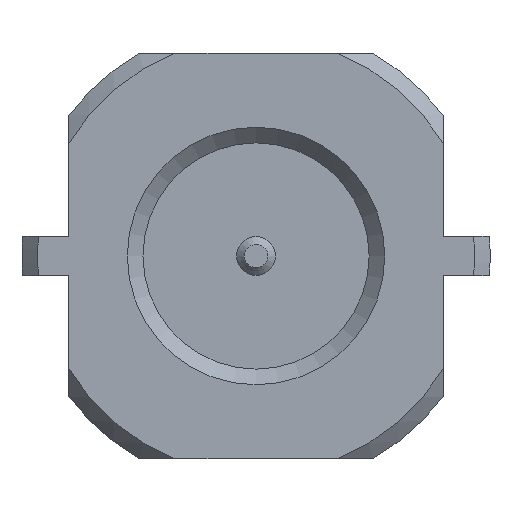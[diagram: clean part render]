
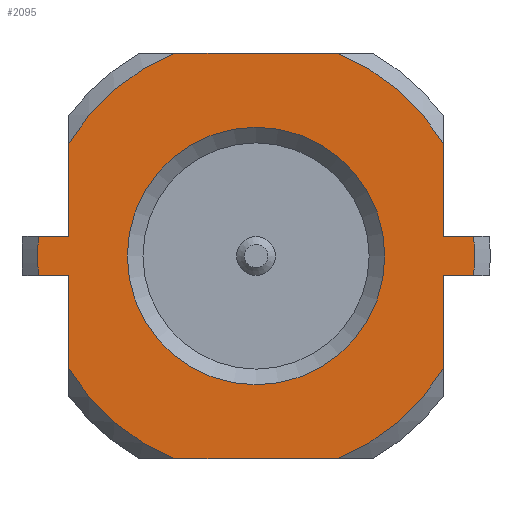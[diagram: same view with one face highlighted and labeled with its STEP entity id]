
A CAD part, left-side view. The second image highlights one B-rep face of the part: STEP entity #2095.
In plain terms, the highlighted planar face has unit normal (-1, 0, 0).
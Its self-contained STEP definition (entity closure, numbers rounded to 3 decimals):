
#35=LINE('',#2940,#87);
#36=LINE('',#2954,#88);
#37=LINE('',#2968,#89);
#39=LINE('',#2972,#91);
#40=LINE('',#2986,#92);
#42=LINE('',#2990,#94);
#43=LINE('',#3004,#95);
#44=LINE('',#3018,#96);
#46=LINE('',#3022,#98);
#47=LINE('',#3036,#99);
#87=VECTOR('',#2462,1000.);
#88=VECTOR('',#2469,1000.);
#89=VECTOR('',#2476,1000.);
#91=VECTOR('',#2480,1000.);
#92=VECTOR('',#2487,1000.);
#94=VECTOR('',#2491,1000.);
#95=VECTOR('',#2498,1000.);
#96=VECTOR('',#2505,1000.);
#98=VECTOR('',#2509,1000.);
#99=VECTOR('',#2516,1000.);
#229=PLANE('',#2235);
#403=ORIENTED_EDGE('',*,*,#704,.T.);
#404=ORIENTED_EDGE('',*,*,#703,.F.);
#405=ORIENTED_EDGE('',*,*,#701,.T.);
#406=ORIENTED_EDGE('',*,*,#699,.F.);
#407=ORIENTED_EDGE('',*,*,#697,.F.);
#408=ORIENTED_EDGE('',*,*,#695,.T.);
#409=ORIENTED_EDGE('',*,*,#693,.F.);
#410=ORIENTED_EDGE('',*,*,#691,.T.);
#411=ORIENTED_EDGE('',*,*,#689,.F.);
#412=ORIENTED_EDGE('',*,*,#687,.F.);
#413=ORIENTED_EDGE('',*,*,#685,.T.);
#414=ORIENTED_EDGE('',*,*,#683,.F.);
#415=ORIENTED_EDGE('',*,*,#681,.F.);
#416=ORIENTED_EDGE('',*,*,#679,.T.);
#417=ORIENTED_EDGE('',*,*,#677,.F.);
#418=ORIENTED_EDGE('',*,*,#675,.T.);
#419=ORIENTED_EDGE('',*,*,#673,.F.);
#673=EDGE_CURVE('',#850,#851,#35,.T.);
#675=EDGE_CURVE('',#852,#851,#970,.F.);
#677=EDGE_CURVE('',#852,#853,#36,.T.);
#679=EDGE_CURVE('',#854,#853,#971,.F.);
#681=EDGE_CURVE('',#854,#855,#37,.T.);
#683=EDGE_CURVE('',#855,#856,#39,.T.);
#685=EDGE_CURVE('',#857,#856,#972,.F.);
#687=EDGE_CURVE('',#857,#858,#40,.T.);
#689=EDGE_CURVE('',#858,#859,#42,.T.);
#691=EDGE_CURVE('',#860,#859,#973,.F.);
#693=EDGE_CURVE('',#860,#861,#43,.T.);
#695=EDGE_CURVE('',#862,#861,#974,.F.);
#697=EDGE_CURVE('',#862,#863,#44,.T.);
#699=EDGE_CURVE('',#863,#864,#46,.T.);
#701=EDGE_CURVE('',#865,#864,#975,.F.);
#703=EDGE_CURVE('',#865,#850,#47,.T.);
#704=EDGE_CURVE('',#866,#866,#976,.T.);
#850=VERTEX_POINT('',#2939);
#851=VERTEX_POINT('',#2941);
#852=VERTEX_POINT('',#2948);
#853=VERTEX_POINT('',#2955);
#854=VERTEX_POINT('',#2962);
#855=VERTEX_POINT('',#2969);
#856=VERTEX_POINT('',#2973);
#857=VERTEX_POINT('',#2980);
#858=VERTEX_POINT('',#2987);
#859=VERTEX_POINT('',#2991);
#860=VERTEX_POINT('',#2998);
#861=VERTEX_POINT('',#3005);
#862=VERTEX_POINT('',#3012);
#863=VERTEX_POINT('',#3019);
#864=VERTEX_POINT('',#3023);
#865=VERTEX_POINT('',#3030);
#866=VERTEX_POINT('',#3039);
#970=CIRCLE('',#2215,2.8);
#971=CIRCLE('',#2218,2.8);
#972=CIRCLE('',#2222,2.8);
#973=CIRCLE('',#2226,2.8);
#974=CIRCLE('',#2229,2.8);
#975=CIRCLE('',#2233,2.8);
#976=CIRCLE('',#2236,1.65);
#1082=EDGE_LOOP('',(#403));
#1083=EDGE_LOOP('',(#404,#405,#406,#407,#408,#409,#410,#411,#412,#413,#414,
#415,#416,#417,#418,#419));
#1234=FACE_BOUND('',#1082,.T.);
#1235=FACE_BOUND('',#1083,.T.);
#2095=ADVANCED_FACE('',(#1234,#1235),#229,.F.);
#2215=AXIS2_PLACEMENT_3D('',#2947,#2465,#2466);
#2218=AXIS2_PLACEMENT_3D('',#2961,#2472,#2473);
#2222=AXIS2_PLACEMENT_3D('',#2979,#2483,#2484);
#2226=AXIS2_PLACEMENT_3D('',#2997,#2494,#2495);
#2229=AXIS2_PLACEMENT_3D('',#3011,#2501,#2502);
#2233=AXIS2_PLACEMENT_3D('',#3029,#2512,#2513);
#2235=AXIS2_PLACEMENT_3D('',#3037,#2517,#2518);
#2236=AXIS2_PLACEMENT_3D('',#3038,#2519,#2520);
#2462=DIRECTION('',(0.,0.,-1.));
#2465=DIRECTION('',(1.,0.,0.));
#2466=DIRECTION('',(0.,1.,0.));
#2469=DIRECTION('',(0.,1.,0.));
#2472=DIRECTION('',(1.,0.,0.));
#2473=DIRECTION('',(0.,1.,0.));
#2476=DIRECTION('',(0.,0.,1.));
#2480=DIRECTION('',(0.,1.,0.));
#2483=DIRECTION('',(1.,0.,0.));
#2484=DIRECTION('',(0.,1.,0.));
#2487=DIRECTION('',(0.,-1.,0.));
#2491=DIRECTION('',(0.,0.,1.));
#2494=DIRECTION('',(1.,0.,0.));
#2495=DIRECTION('',(0.,1.,0.));
#2498=DIRECTION('',(0.,-1.,0.));
#2501=DIRECTION('',(1.,0.,0.));
#2502=DIRECTION('',(0.,1.,0.));
#2505=DIRECTION('',(0.,0.,-1.));
#2509=DIRECTION('',(0.,-1.,0.));
#2512=DIRECTION('',(1.,0.,0.));
#2513=DIRECTION('',(0.,1.,0.));
#2516=DIRECTION('',(0.,1.,0.));
#2517=DIRECTION('',(1.,0.,0.));
#2518=DIRECTION('',(0.,1.,0.));
#2519=DIRECTION('',(1.,0.,0.));
#2520=DIRECTION('',(0.,1.,0.));
#2939=CARTESIAN_POINT('',(0.,-2.4,-0.25));
#2940=CARTESIAN_POINT('',(0.,-2.4,-0.25));
#2941=CARTESIAN_POINT('',(0.,-2.4,-1.442));
#2947=CARTESIAN_POINT('',(0.,0.,0.));
#2948=CARTESIAN_POINT('',(0.,-1.039,-2.6));
#2954=CARTESIAN_POINT('',(0.,-1.497,-2.6));
#2955=CARTESIAN_POINT('',(0.,1.039,-2.6));
#2961=CARTESIAN_POINT('',(0.,0.,0.));
#2962=CARTESIAN_POINT('',(0.,2.4,-1.442));
#2968=CARTESIAN_POINT('',(0.,2.4,-1.8));
#2969=CARTESIAN_POINT('',(0.,2.4,-0.25));
#2972=CARTESIAN_POINT('',(0.,2.4,-0.25));
#2973=CARTESIAN_POINT('',(0.,2.789,-0.25));
#2979=CARTESIAN_POINT('',(0.,0.,0.));
#2980=CARTESIAN_POINT('',(0.,2.789,0.25));
#2986=CARTESIAN_POINT('',(0.,2.99,0.25));
#2987=CARTESIAN_POINT('',(0.,2.4,0.25));
#2990=CARTESIAN_POINT('',(0.,2.4,0.25));
#2991=CARTESIAN_POINT('',(0.,2.4,1.442));
#2997=CARTESIAN_POINT('',(0.,0.,0.));
#2998=CARTESIAN_POINT('',(0.,1.039,2.6));
#3004=CARTESIAN_POINT('',(0.,1.497,2.6));
#3005=CARTESIAN_POINT('',(0.,-1.039,2.6));
#3011=CARTESIAN_POINT('',(0.,0.,0.));
#3012=CARTESIAN_POINT('',(0.,-2.4,1.442));
#3018=CARTESIAN_POINT('',(0.,-2.4,1.8));
#3019=CARTESIAN_POINT('',(0.,-2.4,0.25));
#3022=CARTESIAN_POINT('',(0.,-2.4,0.25));
#3023=CARTESIAN_POINT('',(0.,-2.789,0.25));
#3029=CARTESIAN_POINT('',(0.,0.,0.));
#3030=CARTESIAN_POINT('',(0.,-2.789,-0.25));
#3036=CARTESIAN_POINT('',(0.,-2.99,-0.25));
#3037=CARTESIAN_POINT('',(0.,0.,0.));
#3038=CARTESIAN_POINT('',(0.,0.,0.));
#3039=CARTESIAN_POINT('',(0.,1.65,0.));
